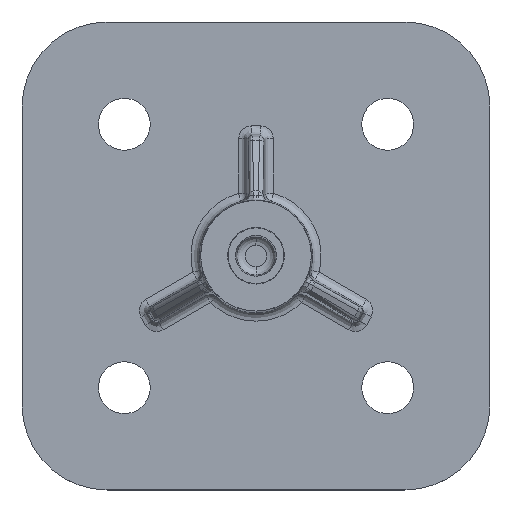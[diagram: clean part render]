
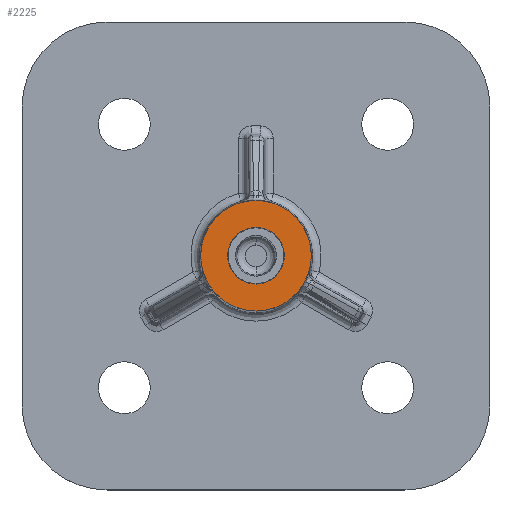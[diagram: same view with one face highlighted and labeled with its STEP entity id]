
A CAD part, top view. The second image highlights one B-rep face of the part: STEP entity #2225.
In plain terms, the highlighted planar face has unit normal (0, 0, 1).
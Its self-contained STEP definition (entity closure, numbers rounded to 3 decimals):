
#1422=AXIS2_PLACEMENT_3D('Circle Axis2P3D',#1420,#1421,$) ;
#2105=AXIS2_PLACEMENT_3D('Circle Axis2P3D',#2103,#2104,$) ;
#2201=AXIS2_PLACEMENT_3D('Plane Axis2P3D',#2198,#2199,#2200) ;
#2209=AXIS2_PLACEMENT_3D('Circle Axis2P3D',#2207,#2208,$) ;
#2218=AXIS2_PLACEMENT_3D('Circle Axis2P3D',#2216,#2217,$) ;
#1417=CARTESIAN_POINT('Vertex',(1100.,148.5,41.9)) ;
#1420=CARTESIAN_POINT('Axis2P3D Location',(1100.,155.,41.9)) ;
#1424=CARTESIAN_POINT('Vertex',(1100.,161.5,41.9)) ;
#2103=CARTESIAN_POINT('Axis2P3D Location',(1100.,155.,41.9)) ;
#2198=CARTESIAN_POINT('Axis2P3D Location',(468.97,60.06,41.9)) ;
#2207=CARTESIAN_POINT('Axis2P3D Location',(1100.,155.,41.9)) ;
#2211=CARTESIAN_POINT('Vertex',(1100.,151.665,41.9)) ;
#2213=CARTESIAN_POINT('Vertex',(1100.,158.335,41.9)) ;
#2216=CARTESIAN_POINT('Axis2P3D Location',(1100.,155.,41.9)) ;
#1421=DIRECTION('Axis2P3D Direction',(0.,0.,-1.)) ;
#2104=DIRECTION('Axis2P3D Direction',(0.,0.,-1.)) ;
#2199=DIRECTION('Axis2P3D Direction',(0.,0.,1.)) ;
#2200=DIRECTION('Axis2P3D XDirection',(0.,1.,0.)) ;
#2208=DIRECTION('Axis2P3D Direction',(0.,0.,1.)) ;
#2217=DIRECTION('Axis2P3D Direction',(0.,0.,1.)) ;
#2204=ORIENTED_EDGE('',*,*,#1426,.T.) ;
#2205=ORIENTED_EDGE('',*,*,#2107,.T.) ;
#2222=ORIENTED_EDGE('',*,*,#2215,.F.) ;
#2223=ORIENTED_EDGE('',*,*,#2220,.F.) ;
#2224=FACE_BOUND('',#2221,.T.) ;
#2225=ADVANCED_FACE('Auszugsversuch Schraubdom',(#2206,#2224),#2202,.T.) ;
#1423=CIRCLE('generated circle',#1422,6.5) ;
#2106=CIRCLE('generated circle',#2105,6.5) ;
#2210=CIRCLE('generated circle',#2209,3.335) ;
#2219=CIRCLE('generated circle',#2218,3.335) ;
#1426=EDGE_CURVE('',#1425,#1418,#1423,.F.) ;
#2107=EDGE_CURVE('',#1418,#1425,#2106,.F.) ;
#2215=EDGE_CURVE('',#2212,#2214,#2210,.T.) ;
#2220=EDGE_CURVE('',#2214,#2212,#2219,.T.) ;
#2203=EDGE_LOOP('',(#2204,#2205)) ;
#2221=EDGE_LOOP('',(#2222,#2223)) ;
#2206=FACE_OUTER_BOUND('',#2203,.T.) ;
#2202=PLANE('',#2201) ;
#1418=VERTEX_POINT('',#1417) ;
#1425=VERTEX_POINT('',#1424) ;
#2212=VERTEX_POINT('',#2211) ;
#2214=VERTEX_POINT('',#2213) ;
